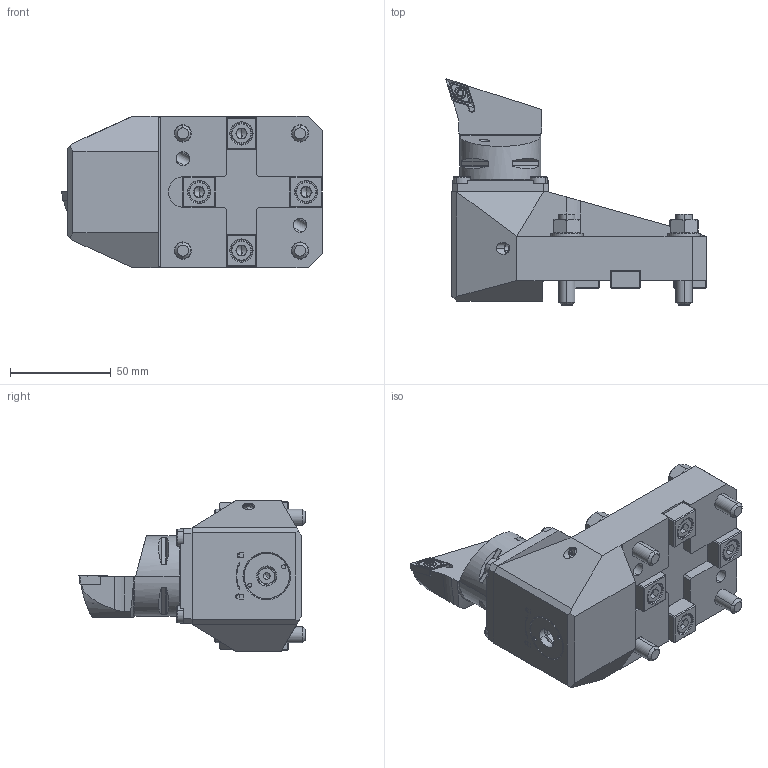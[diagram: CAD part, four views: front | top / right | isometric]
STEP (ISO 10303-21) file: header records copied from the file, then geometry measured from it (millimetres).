
FILE_DESCRIPTION (( 'STEP AP214' ), '1' );
FILE_NAME ('RER.PS4.B45.050-12.STEP', '2017-11-06T13:12:11', ( 'SWIAdmin' ), ( 'Hewlett-Packard Company' ), 'SwSTEP 2.0', 'SolidWorks 2017', '' );
FILE_SCHEMA (( 'AUTOMOTIVE_DESIGN' ));
Length unit declared in the file: millimetre
Products named in the file (31): 786.19115.106.0; BM5-ER1.015.009_A; O-Ring_1.50-AD12.00; KVT_MB_600_060; 745.18468.014.0; PS4.KDB.RHA.050; 765.18468.001.0.02; KVT_MB_600_050; O-Ring_1.50-AD25.00; WCB-ER2.001.009_A; O-Ring_1.50-AD16.00; DCMT11T304; 777.18468.002.1; PS4-KDB.RHA.050_A; DIN 7984 - M5 x 16; ISO 4026 - M8 x 45; U40-PS4.023.006_A; ISO 7089 - 8_PreviewCfg; RER-PS4.B45.050-12_A; ISO 4032 - M8_PreviewCfg; U40-PS4.BER.006; RER.PS4.B45.050-12; ISO 4026 - M5 x 5; DIN 3771 - 13x1.5; U40-PS4.BER.004_A; U40-PS4.BER.003_A; ISO 4762 - M3 x 35; U40-PS4.BER.036_A; 986.19115.000.1; 763.18468.001.1; ISO 4762 - M6 x 8_PreviewCfg
Assembly tree (56 placements, depth 4):
  RER.PS4.B45.050-12
    RER-PS4.B45.050-12_A
    U40-PS4.BER.006
      U40-PS4.023.006_A
      DIN 7984 - M5 x 16  x4
      986.19115.000.1
        777.18468.002.1  x2
        O-Ring_1.50-AD16.00
        O-Ring_1.50-AD25.00
        765.18468.001.0.02  x6
        745.18468.014.0
        O-Ring_1.50-AD12.00
        786.19115.106.0
        763.18468.001.1
      U40-PS4.BER.036_A
      ISO 4762 - M3 x 35  x2
      U40-PS4.BER.003_A
      U40-PS4.BER.004_A
      DIN 3771 - 13x1.5
      ISO 4026 - M5 x 5
    ISO 4032 - M8_PreviewCfg  x4
    ISO 7089 - 8_PreviewCfg  x4
    ISO 4026 - M8 x 45  x4
    PS4.KDB.RHA.050
      PS4-KDB.RHA.050_A
      DCMT11T304
      WCB-ER2.001.009_A
      KVT_MB_600_050
    KVT_MB_600_060  x2
    BM5-ER1.015.009_A  x4
    ISO 4762 - M6 x 8_PreviewCfg  x4
Bounding box: 129 x 112 x 75 mm (x, y, z)
Volume: 337361 mm3; surface area: 111403.6 mm2
Topology: 56 solids, 56 shells, 1819 faces, 4392 edges, 2681 vertices
Faces by surface type: plane 624, cone 501, cylinder 436, bspline 142, torus 108, sphere 8
Entity records: 44523 total; most frequent: CARTESIAN_POINT 12874, DIRECTION 5589, ORIENTED_EDGE 5474, EDGE_CURVE 2737, AXIS2_PLACEMENT_3D 2225, VERTEX_POINT 1705, EDGE_LOOP 1260, LINE 1139
